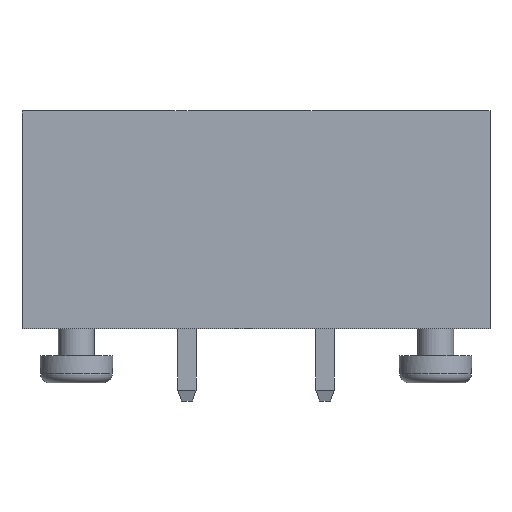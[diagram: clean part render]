
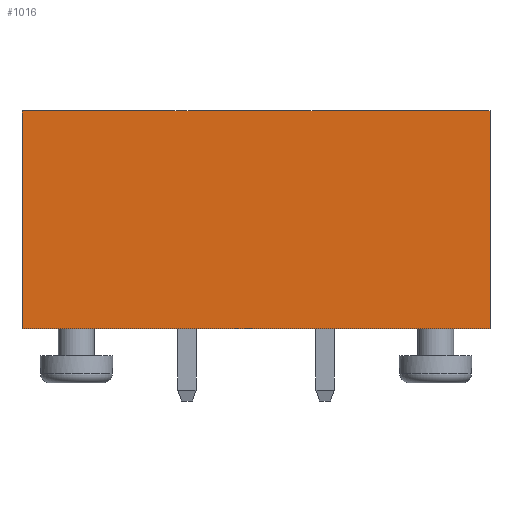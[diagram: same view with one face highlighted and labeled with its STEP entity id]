
A CAD part, front view. The second image highlights one B-rep face of the part: STEP entity #1016.
In plain terms, the highlighted planar face has unit normal (0, -1, 0).
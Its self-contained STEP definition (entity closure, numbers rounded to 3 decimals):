
#72 = PLANE('',#73);
#73 = AXIS2_PLACEMENT_3D('',#74,#75,#76);
#74 = CARTESIAN_POINT('',(16.72,3.8,0.));
#75 = DIRECTION('',(1.,0.,0.));
#76 = DIRECTION('',(0.,0.,1.));
#100 = PLANE('',#101);
#101 = AXIS2_PLACEMENT_3D('',#102,#103,#104);
#102 = CARTESIAN_POINT('',(-9.1,3.8,0.));
#103 = DIRECTION('',(0.,0.,-1.));
#104 = DIRECTION('',(0.,-1.,0.));
#126 = PLANE('',#127);
#127 = AXIS2_PLACEMENT_3D('',#128,#129,#130);
#128 = CARTESIAN_POINT('',(-9.1,3.8,0.));
#129 = DIRECTION('',(1.,0.,0.));
#130 = DIRECTION('',(0.,0.,1.));
#219 = VERTEX_POINT('',#220);
#220 = CARTESIAN_POINT('',(16.72,-3.8,0.));
#241 = EDGE_CURVE('',#242,#219,#244,.T.);
#242 = VERTEX_POINT('',#243);
#243 = CARTESIAN_POINT('',(-9.1,-3.8,0.));
#244 = SURFACE_CURVE('',#245,(#249,#256),.PCURVE_S1.);
#245 = LINE('',#246,#247);
#246 = CARTESIAN_POINT('',(-9.1,-3.8,0.));
#247 = VECTOR('',#248,1.);
#248 = DIRECTION('',(1.,0.,0.));
#249 = PCURVE('',#100,#250);
#250 = DEFINITIONAL_REPRESENTATION('',(#251),#255);
#251 = LINE('',#252,#253);
#252 = CARTESIAN_POINT('',(7.6,0.));
#253 = VECTOR('',#254,1.);
#254 = DIRECTION('',(0.,-1.));
#255 = ( GEOMETRIC_REPRESENTATION_CONTEXT(2)
PARAMETRIC_REPRESENTATION_CONTEXT() REPRESENTATION_CONTEXT('2D SPACE',''
) );
#256 = PCURVE('',#257,#262);
#257 = PLANE('',#258);
#258 = AXIS2_PLACEMENT_3D('',#259,#260,#261);
#259 = CARTESIAN_POINT('',(-9.1,-3.8,0.));
#260 = DIRECTION('',(0.,-1.,0.));
#261 = DIRECTION('',(0.,0.,1.));
#262 = DEFINITIONAL_REPRESENTATION('',(#263),#267);
#263 = LINE('',#264,#265);
#264 = CARTESIAN_POINT('',(0.,0.));
#265 = VECTOR('',#266,1.);
#266 = DIRECTION('',(0.,-1.));
#267 = ( GEOMETRIC_REPRESENTATION_CONTEXT(2)
PARAMETRIC_REPRESENTATION_CONTEXT() REPRESENTATION_CONTEXT('2D SPACE',''
) );
#568 = EDGE_CURVE('',#242,#569,#571,.T.);
#569 = VERTEX_POINT('',#570);
#570 = CARTESIAN_POINT('',(-9.1,-3.8,12.));
#571 = SURFACE_CURVE('',#572,(#576,#583),.PCURVE_S1.);
#572 = LINE('',#573,#574);
#573 = CARTESIAN_POINT('',(-9.1,-3.8,0.));
#574 = VECTOR('',#575,1.);
#575 = DIRECTION('',(0.,0.,1.));
#576 = PCURVE('',#126,#577);
#577 = DEFINITIONAL_REPRESENTATION('',(#578),#582);
#578 = LINE('',#579,#580);
#579 = CARTESIAN_POINT('',(0.,7.6));
#580 = VECTOR('',#581,1.);
#581 = DIRECTION('',(1.,0.));
#582 = ( GEOMETRIC_REPRESENTATION_CONTEXT(2)
PARAMETRIC_REPRESENTATION_CONTEXT() REPRESENTATION_CONTEXT('2D SPACE',''
) );
#583 = PCURVE('',#257,#584);
#584 = DEFINITIONAL_REPRESENTATION('',(#585),#589);
#585 = LINE('',#586,#587);
#586 = CARTESIAN_POINT('',(0.,0.));
#587 = VECTOR('',#588,1.);
#588 = DIRECTION('',(1.,0.));
#589 = ( GEOMETRIC_REPRESENTATION_CONTEXT(2)
PARAMETRIC_REPRESENTATION_CONTEXT() REPRESENTATION_CONTEXT('2D SPACE',''
) );
#607 = PLANE('',#608);
#608 = AXIS2_PLACEMENT_3D('',#609,#610,#611);
#609 = CARTESIAN_POINT('',(-9.1,-3.8,12.));
#610 = DIRECTION('',(0.,0.,1.));
#611 = DIRECTION('',(0.,1.,0.));
#674 = EDGE_CURVE('',#219,#675,#677,.T.);
#675 = VERTEX_POINT('',#676);
#676 = CARTESIAN_POINT('',(16.72,-3.8,12.));
#677 = SURFACE_CURVE('',#678,(#682,#689),.PCURVE_S1.);
#678 = LINE('',#679,#680);
#679 = CARTESIAN_POINT('',(16.72,-3.8,0.));
#680 = VECTOR('',#681,1.);
#681 = DIRECTION('',(0.,0.,1.));
#682 = PCURVE('',#72,#683);
#683 = DEFINITIONAL_REPRESENTATION('',(#684),#688);
#684 = LINE('',#685,#686);
#685 = CARTESIAN_POINT('',(0.,7.6));
#686 = VECTOR('',#687,1.);
#687 = DIRECTION('',(1.,0.));
#688 = ( GEOMETRIC_REPRESENTATION_CONTEXT(2)
PARAMETRIC_REPRESENTATION_CONTEXT() REPRESENTATION_CONTEXT('2D SPACE',''
) );
#689 = PCURVE('',#257,#690);
#690 = DEFINITIONAL_REPRESENTATION('',(#691),#695);
#691 = LINE('',#692,#693);
#692 = CARTESIAN_POINT('',(0.,-25.82));
#693 = VECTOR('',#694,1.);
#694 = DIRECTION('',(1.,0.));
#695 = ( GEOMETRIC_REPRESENTATION_CONTEXT(2)
PARAMETRIC_REPRESENTATION_CONTEXT() REPRESENTATION_CONTEXT('2D SPACE',''
) );
#1016 = ADVANCED_FACE('',(#1017),#257,.T.);
#1017 = FACE_BOUND('',#1018,.T.);
#1018 = EDGE_LOOP('',(#1019,#1020,#1021,#1042));
#1019 = ORIENTED_EDGE('',*,*,#241,.T.);
#1020 = ORIENTED_EDGE('',*,*,#674,.T.);
#1021 = ORIENTED_EDGE('',*,*,#1022,.F.);
#1022 = EDGE_CURVE('',#569,#675,#1023,.T.);
#1023 = SURFACE_CURVE('',#1024,(#1028,#1035),.PCURVE_S1.);
#1024 = LINE('',#1025,#1026);
#1025 = CARTESIAN_POINT('',(-9.1,-3.8,12.));
#1026 = VECTOR('',#1027,1.);
#1027 = DIRECTION('',(1.,0.,0.));
#1028 = PCURVE('',#257,#1029);
#1029 = DEFINITIONAL_REPRESENTATION('',(#1030),#1034);
#1030 = LINE('',#1031,#1032);
#1031 = CARTESIAN_POINT('',(12.,0.));
#1032 = VECTOR('',#1033,1.);
#1033 = DIRECTION('',(0.,-1.));
#1034 = ( GEOMETRIC_REPRESENTATION_CONTEXT(2)
PARAMETRIC_REPRESENTATION_CONTEXT() REPRESENTATION_CONTEXT('2D SPACE',''
) );
#1035 = PCURVE('',#607,#1036);
#1036 = DEFINITIONAL_REPRESENTATION('',(#1037),#1041);
#1037 = LINE('',#1038,#1039);
#1038 = CARTESIAN_POINT('',(0.,0.));
#1039 = VECTOR('',#1040,1.);
#1040 = DIRECTION('',(0.,-1.));
#1041 = ( GEOMETRIC_REPRESENTATION_CONTEXT(2)
PARAMETRIC_REPRESENTATION_CONTEXT() REPRESENTATION_CONTEXT('2D SPACE',''
) );
#1042 = ORIENTED_EDGE('',*,*,#568,.F.);
